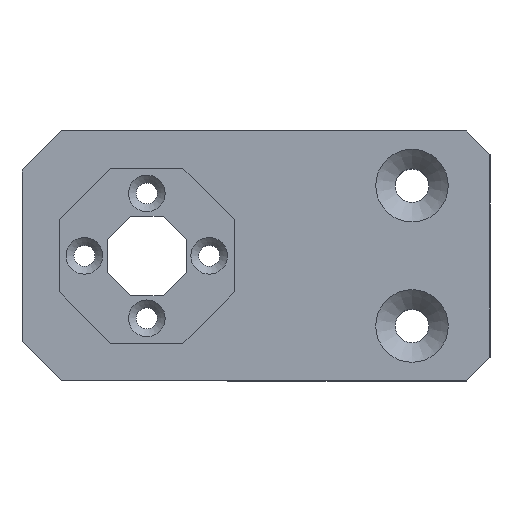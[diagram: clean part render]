
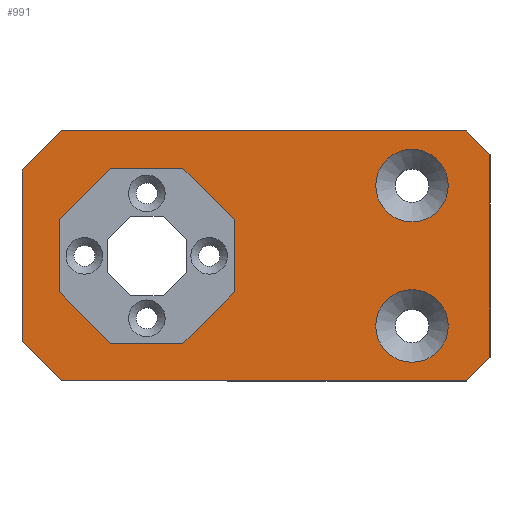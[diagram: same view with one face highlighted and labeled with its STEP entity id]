
A CAD part, top view. The second image highlights one B-rep face of the part: STEP entity #991.
In plain terms, the highlighted planar face has unit normal (0, 0, 1).
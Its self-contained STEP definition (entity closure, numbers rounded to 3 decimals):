
#64=LINE('',#1499,#172);
#79=LINE('',#1537,#187);
#83=LINE('',#1545,#191);
#85=LINE('',#1549,#193);
#92=LINE('',#1562,#200);
#93=LINE('',#1565,#201);
#94=LINE('',#1567,#202);
#95=LINE('',#1569,#203);
#96=LINE('',#1571,#204);
#97=LINE('',#1573,#205);
#98=LINE('',#1575,#206);
#99=LINE('',#1577,#207);
#100=LINE('',#1582,#208);
#101=LINE('',#1583,#209);
#102=LINE('',#1584,#210);
#103=LINE('',#1585,#211);
#172=VECTOR('',#1194,1000.);
#187=VECTOR('',#1223,1000.);
#191=VECTOR('',#1229,1000.);
#193=VECTOR('',#1233,1000.);
#200=VECTOR('',#1242,1000.);
#201=VECTOR('',#1243,1000.);
#202=VECTOR('',#1244,1000.);
#203=VECTOR('',#1245,1000.);
#204=VECTOR('',#1246,1000.);
#205=VECTOR('',#1247,1000.);
#206=VECTOR('',#1248,1000.);
#207=VECTOR('',#1249,1000.);
#208=VECTOR('',#1254,1000.);
#209=VECTOR('',#1255,1000.);
#210=VECTOR('',#1256,1000.);
#211=VECTOR('',#1257,1000.);
#326=ORIENTED_EDGE('',*,*,#584,.F.);
#327=ORIENTED_EDGE('',*,*,#585,.F.);
#328=ORIENTED_EDGE('',*,*,#586,.F.);
#329=ORIENTED_EDGE('',*,*,#587,.F.);
#330=ORIENTED_EDGE('',*,*,#588,.F.);
#331=ORIENTED_EDGE('',*,*,#589,.F.);
#332=ORIENTED_EDGE('',*,*,#590,.F.);
#333=ORIENTED_EDGE('',*,*,#591,.F.);
#334=ORIENTED_EDGE('',*,*,#592,.T.);
#335=ORIENTED_EDGE('',*,*,#593,.T.);
#336=ORIENTED_EDGE('',*,*,#575,.T.);
#337=ORIENTED_EDGE('',*,*,#594,.T.);
#338=ORIENTED_EDGE('',*,*,#577,.T.);
#339=ORIENTED_EDGE('',*,*,#595,.T.);
#340=ORIENTED_EDGE('',*,*,#571,.T.);
#341=ORIENTED_EDGE('',*,*,#596,.T.);
#342=ORIENTED_EDGE('',*,*,#552,.T.);
#343=ORIENTED_EDGE('',*,*,#597,.T.);
#552=EDGE_CURVE('',#685,#684,#64,.T.);
#571=EDGE_CURVE('',#701,#702,#79,.T.);
#575=EDGE_CURVE('',#704,#703,#83,.T.);
#577=EDGE_CURVE('',#705,#706,#85,.T.);
#584=EDGE_CURVE('',#710,#711,#92,.T.);
#585=EDGE_CURVE('',#712,#710,#93,.T.);
#586=EDGE_CURVE('',#713,#712,#94,.T.);
#587=EDGE_CURVE('',#714,#713,#95,.T.);
#588=EDGE_CURVE('',#715,#714,#96,.T.);
#589=EDGE_CURVE('',#716,#715,#97,.T.);
#590=EDGE_CURVE('',#717,#716,#98,.T.);
#591=EDGE_CURVE('',#711,#717,#99,.T.);
#592=EDGE_CURVE('',#718,#718,#746,.F.);
#593=EDGE_CURVE('',#719,#719,#747,.F.);
#594=EDGE_CURVE('',#703,#705,#100,.F.);
#595=EDGE_CURVE('',#706,#701,#101,.F.);
#596=EDGE_CURVE('',#702,#685,#102,.F.);
#597=EDGE_CURVE('',#684,#704,#103,.F.);
#684=VERTEX_POINT('',#1498);
#685=VERTEX_POINT('',#1500);
#701=VERTEX_POINT('',#1538);
#702=VERTEX_POINT('',#1539);
#703=VERTEX_POINT('',#1544);
#704=VERTEX_POINT('',#1546);
#705=VERTEX_POINT('',#1550);
#706=VERTEX_POINT('',#1551);
#710=VERTEX_POINT('',#1563);
#711=VERTEX_POINT('',#1564);
#712=VERTEX_POINT('',#1566);
#713=VERTEX_POINT('',#1568);
#714=VERTEX_POINT('',#1570);
#715=VERTEX_POINT('',#1572);
#716=VERTEX_POINT('',#1574);
#717=VERTEX_POINT('',#1576);
#718=VERTEX_POINT('',#1579);
#719=VERTEX_POINT('',#1581);
#746=CIRCLE('',#1074,4.65);
#747=CIRCLE('',#1075,4.65);
#780=EDGE_LOOP('',(#326,#327,#328,#329,#330,#331,#332,#333));
#781=EDGE_LOOP('',(#334));
#782=EDGE_LOOP('',(#335));
#783=EDGE_LOOP('',(#336,#337,#338,#339,#340,#341,#342,#343));
#872=FACE_BOUND('',#780,.T.);
#873=FACE_BOUND('',#781,.T.);
#874=FACE_BOUND('',#782,.T.);
#875=FACE_BOUND('',#783,.T.);
#950=PLANE('',#1073);
#991=ADVANCED_FACE('',(#872,#873,#874,#875),#950,.T.);
#1073=AXIS2_PLACEMENT_3D('',#1561,#1240,#1241);
#1074=AXIS2_PLACEMENT_3D('',#1578,#1250,#1251);
#1075=AXIS2_PLACEMENT_3D('',#1580,#1252,#1253);
#1194=DIRECTION('',(1.,0.,0.));
#1223=DIRECTION('',(0.,-1.,0.));
#1229=DIRECTION('',(0.,1.,0.));
#1233=DIRECTION('',(-1.,0.,0.));
#1240=DIRECTION('',(0.,0.,1.));
#1241=DIRECTION('',(0.707,0.707,0.));
#1242=DIRECTION('',(0.,-1.,0.));
#1243=DIRECTION('',(-0.707,-0.707,0.));
#1244=DIRECTION('',(-1.,0.,0.));
#1245=DIRECTION('',(-0.707,0.707,0.));
#1246=DIRECTION('',(0.,1.,0.));
#1247=DIRECTION('',(0.707,0.707,0.));
#1248=DIRECTION('',(1.,0.,0.));
#1249=DIRECTION('',(0.707,-0.707,0.));
#1250=DIRECTION('',(0.,0.,1.));
#1251=DIRECTION('',(0.,-1.,0.));
#1252=DIRECTION('',(0.,0.,1.));
#1253=DIRECTION('',(0.,-1.,0.));
#1254=DIRECTION('',(0.707,-0.707,0.));
#1255=DIRECTION('',(0.707,0.707,0.));
#1256=DIRECTION('',(-0.707,0.707,0.));
#1257=DIRECTION('',(-0.707,-0.707,0.));
#1498=CARTESIAN_POINT('',(-8.,134.,-11.75));
#1499=CARTESIAN_POINT('',(-65.,134.,-11.75));
#1500=CARTESIAN_POINT('',(-60.,134.,-11.75));
#1537=CARTESIAN_POINT('',(-65.,166.,-11.75));
#1538=CARTESIAN_POINT('',(-65.,161.,-11.75));
#1539=CARTESIAN_POINT('',(-65.,139.,-11.75));
#1544=CARTESIAN_POINT('',(-5.,163.,-11.75));
#1545=CARTESIAN_POINT('',(-5.,134.,-11.75));
#1546=CARTESIAN_POINT('',(-5.,137.,-11.75));
#1549=CARTESIAN_POINT('',(-5.,166.,-11.75));
#1550=CARTESIAN_POINT('',(-8.,166.,-11.75));
#1551=CARTESIAN_POINT('',(-60.,166.,-11.75));
#1561=CARTESIAN_POINT('',(-49.,134.442,-11.75));
#1562=CARTESIAN_POINT('',(-60.2,154.639,-11.75));
#1563=CARTESIAN_POINT('',(-60.2,154.639,-11.75));
#1564=CARTESIAN_POINT('',(-60.2,145.361,-11.75));
#1565=CARTESIAN_POINT('',(-53.639,161.2,-11.75));
#1566=CARTESIAN_POINT('',(-53.639,161.2,-11.75));
#1567=CARTESIAN_POINT('',(-44.361,161.2,-11.75));
#1568=CARTESIAN_POINT('',(-44.361,161.2,-11.75));
#1569=CARTESIAN_POINT('',(-37.8,154.639,-11.75));
#1570=CARTESIAN_POINT('',(-37.8,154.639,-11.75));
#1571=CARTESIAN_POINT('',(-37.8,145.361,-11.75));
#1572=CARTESIAN_POINT('',(-37.8,145.361,-11.75));
#1573=CARTESIAN_POINT('',(-44.361,138.8,-11.75));
#1574=CARTESIAN_POINT('',(-44.361,138.8,-11.75));
#1575=CARTESIAN_POINT('',(-53.639,138.8,-11.75));
#1576=CARTESIAN_POINT('',(-53.639,138.8,-11.75));
#1577=CARTESIAN_POINT('',(-60.2,145.361,-11.75));
#1578=CARTESIAN_POINT('',(-15.,141.,-11.75));
#1579=CARTESIAN_POINT('',(-15.,136.35,-11.75));
#1580=CARTESIAN_POINT('',(-15.,159.,-11.75));
#1581=CARTESIAN_POINT('',(-15.,154.35,-11.75));
#1582=CARTESIAN_POINT('',(-12.721,170.721,-11.75));
#1583=CARTESIAN_POINT('',(-70.279,155.721,-11.75));
#1584=CARTESIAN_POINT('',(-54.721,128.721,-11.75));
#1585=CARTESIAN_POINT('',(-28.279,113.721,-11.75));
